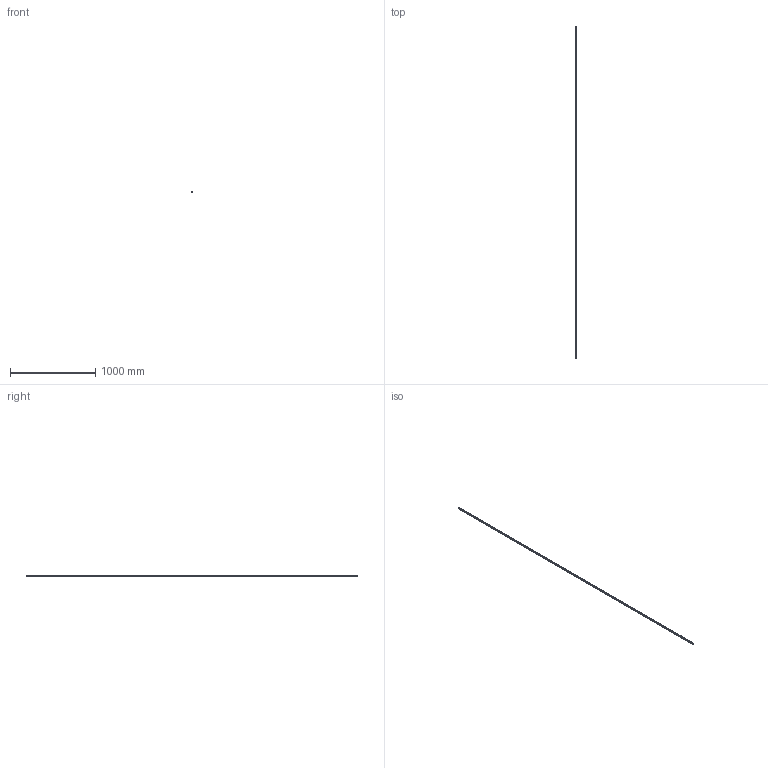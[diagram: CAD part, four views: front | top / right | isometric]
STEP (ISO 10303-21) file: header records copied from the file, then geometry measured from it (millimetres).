
FILE_DESCRIPTION(('STEP AP214'),'1');
FILE_NAME('cctmp_442ABB6F-7ED3-4491-9E2B-AD3F5C3CD9A6_2021_02_03_11_44_06_0009..stp','2021-02-03T10:44:06',('HIWIN GmbH'),('CADClick - www.CADClick.com'),'Spatial InterOp 3D',' ','unknown authorization');
FILE_SCHEMA(('AUTOMOTIVE_DESIGN'));
Length unit declared in the file: millimetre
Products named in the file (1): EGR15U3900C_FILE
Bounding box: 15 x 3900 x 12.5 mm (x, y, z)
Volume: 621273.6 mm3; surface area: 237388.6 mm2
Topology: 1 solids, 1 shells, 753 faces, 1851 edges, 1234 vertices
Faces by surface type: cylinder 408, plane 345
Entity records: 28849 total; most frequent: DIRECTION 4435, CARTESIAN_POINT 3839, ORIENTED_EDGE 3702, EDGE_CURVE 1851, AXIS2_PLACEMENT_3D 1830, VERTEX_POINT 1234, EDGE_LOOP 887, CIRCLE 816
